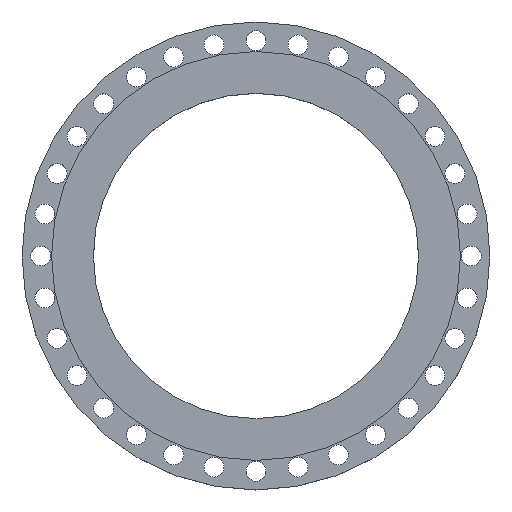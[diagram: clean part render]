
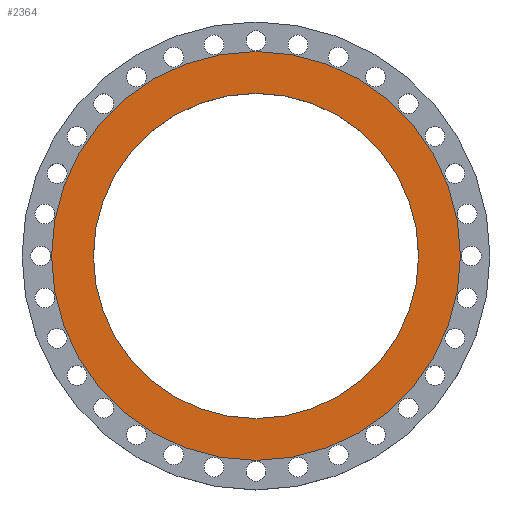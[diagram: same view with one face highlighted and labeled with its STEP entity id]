
A CAD part, top view. The second image highlights one B-rep face of the part: STEP entity #2364.
In plain terms, the highlighted planar face has unit normal (0, 0, 1).
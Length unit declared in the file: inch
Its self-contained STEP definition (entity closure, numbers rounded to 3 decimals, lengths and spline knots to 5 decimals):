
#173 = CIRCLE ( 'NONE', #1021, 17.375 ) ;
#224 = DIRECTION ( 'NONE',  ( 1., 0., 0. ) ) ;
#244 = CARTESIAN_POINT ( 'NONE',  ( 21.84375, 0., 0. ) ) ;
#254 = EDGE_LOOP ( 'NONE', ( #980, #395 ) ) ;
#271 = ORIENTED_EDGE ( 'NONE', *, *, #793, .T. ) ;
#293 = CARTESIAN_POINT ( 'NONE',  ( 17.375, 0., 0. ) ) ;
#376 = CIRCLE ( 'NONE', #1214, 21.84375 ) ;
#395 = ORIENTED_EDGE ( 'NONE', *, *, #2123, .F. ) ;
#399 = CIRCLE ( 'NONE', #1568, 21.84375 ) ;
#408 = DIRECTION ( 'NONE',  ( 1., 0., 0. ) ) ;
#494 = CARTESIAN_POINT ( 'NONE',  ( -17.375, 0., 0. ) ) ;
#539 = DIRECTION ( 'NONE',  ( -1., 0., 0. ) ) ;
#609 = EDGE_LOOP ( 'NONE', ( #271, #1625 ) ) ;
#723 = DIRECTION ( 'NONE',  ( 0., 0., 1. ) ) ;
#793 = EDGE_CURVE ( 'NONE', #1178, #2290, #376, .T. ) ;
#979 = FACE_BOUND ( 'NONE', #254, .T. ) ;
#980 = ORIENTED_EDGE ( 'NONE', *, *, #2737, .F. ) ;
#1021 = AXIS2_PLACEMENT_3D ( 'NONE', #2466, #2442, #408 ) ;
#1051 = AXIS2_PLACEMENT_3D ( 'NONE', #2271, #2048, #2732 ) ;
#1175 = CARTESIAN_POINT ( 'NONE',  ( -21.84375, 0., 0. ) ) ;
#1178 = VERTEX_POINT ( 'NONE', #244 ) ;
#1214 = AXIS2_PLACEMENT_3D ( 'NONE', #1348, #2260, #224 ) ;
#1334 = VERTEX_POINT ( 'NONE', #293 ) ;
#1348 = CARTESIAN_POINT ( 'NONE',  ( 0., 0., 0. ) ) ;
#1414 = FACE_OUTER_BOUND ( 'NONE', #609, .T. ) ;
#1568 = AXIS2_PLACEMENT_3D ( 'NONE', #2522, #723, #2275 ) ;
#1625 = ORIENTED_EDGE ( 'NONE', *, *, #2451, .T. ) ;
#1808 = CIRCLE ( 'NONE', #1051, 17.375 ) ;
#1887 = PLANE ( 'NONE',  #2877 ) ;
#2048 = DIRECTION ( 'NONE',  ( 0., 0., 1. ) ) ;
#2123 = EDGE_CURVE ( 'NONE', #2313, #1334, #173, .T. ) ;
#2260 = DIRECTION ( 'NONE',  ( 0., 0., 1. ) ) ;
#2271 = CARTESIAN_POINT ( 'NONE',  ( 0., 0., 0. ) ) ;
#2275 = DIRECTION ( 'NONE',  ( 1., 0., 0. ) ) ;
#2290 = VERTEX_POINT ( 'NONE', #1175 ) ;
#2313 = VERTEX_POINT ( 'NONE', #494 ) ;
#2364 = ADVANCED_FACE ( 'NONE', ( #979, #1414 ), #1887, .F. ) ;
#2442 = DIRECTION ( 'NONE',  ( 0., 0., 1. ) ) ;
#2451 = EDGE_CURVE ( 'NONE', #2290, #1178, #399, .T. ) ;
#2466 = CARTESIAN_POINT ( 'NONE',  ( 0., 0., 0. ) ) ;
#2522 = CARTESIAN_POINT ( 'NONE',  ( 0., 0., 0. ) ) ;
#2592 = CARTESIAN_POINT ( 'NONE',  ( 0., 17.375, 0. ) ) ;
#2732 = DIRECTION ( 'NONE',  ( 1., 0., 0. ) ) ;
#2737 = EDGE_CURVE ( 'NONE', #1334, #2313, #1808, .T. ) ;
#2794 = DIRECTION ( 'NONE',  ( 0., 0., -1. ) ) ;
#2877 = AXIS2_PLACEMENT_3D ( 'NONE', #2592, #2794, #539 ) ;
